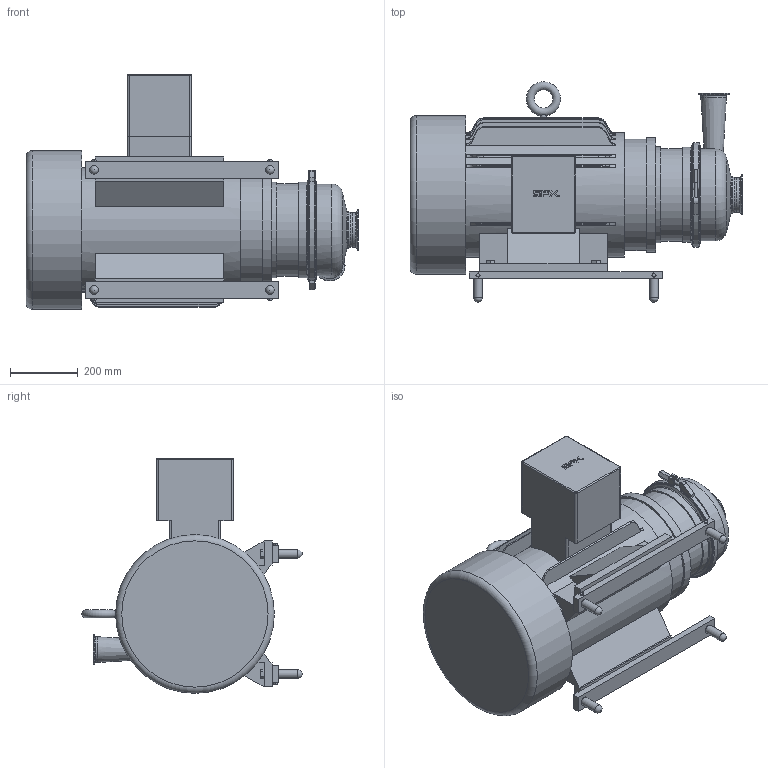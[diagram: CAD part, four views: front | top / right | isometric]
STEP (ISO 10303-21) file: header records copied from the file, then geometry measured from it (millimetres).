
FILE_DESCRIPTION(/* description */ (''),/* implementation_level */ '2;1');
FILE_NAME(/* name */ 'W+_W+60-110_326TSC_4.0x3.0_S-Line_50HP_SM.stp',/* time_stamp */ '2020-11-04T16:36:29+05:00',/* author */ ('KRXREM'),/* organization */ (''),/* preprocessor_version */ 'ST-DEVELOPER v17',/* originating_system */ 'Autodesk Inventor 2018',/* authorisation */ '');
FILE_SCHEMA (('AUTOMOTIVE_DESIGN { 1 0 10303 214 3 1 1 }'));
Length unit declared in the file: inch
Products named in the file (1): W+_W+60-110_326TSC_4.0x3.0_S-Line_50HP_SM
Bounding box: 982.89 x 652.27 x 694.69 mm (x, y, z)
Volume: 121055295.3 mm3; surface area: 2988892.7 mm2
Topology: 1 solids, 1 shells, 654 faces, 1764 edges, 1148 vertices
Faces by surface type: plane 296, cone 142, torus 93, cylinder 90, bspline 29, sphere 4
Full cylindrical faces by diameter (mm): 6.35 x4, 10 x1, 18.598 x1, 25.4 x4, 25.451 x4, 25.752 x1, 35 x4, 71.984 x1, 76.327 x1, 90.907 x1, 97.384 x1, 101.727 x1, 102 x1, 107.774 x1, 118.923 x1, 266.7 x1, 272 x1, 274.32 x1, 282 x1, 284 x2, 300 x1, 329.438 x1, 340 x1, 368.3 x1, 469.9 x1
Entity records: 23216 total; most frequent: CARTESIAN_POINT 6949, ORIENTED_EDGE 3520, DIRECTION 3092, EDGE_CURVE 1760, AXIS2_PLACEMENT_3D 1183, VERTEX_POINT 1148, LINE 726, VECTOR 726
